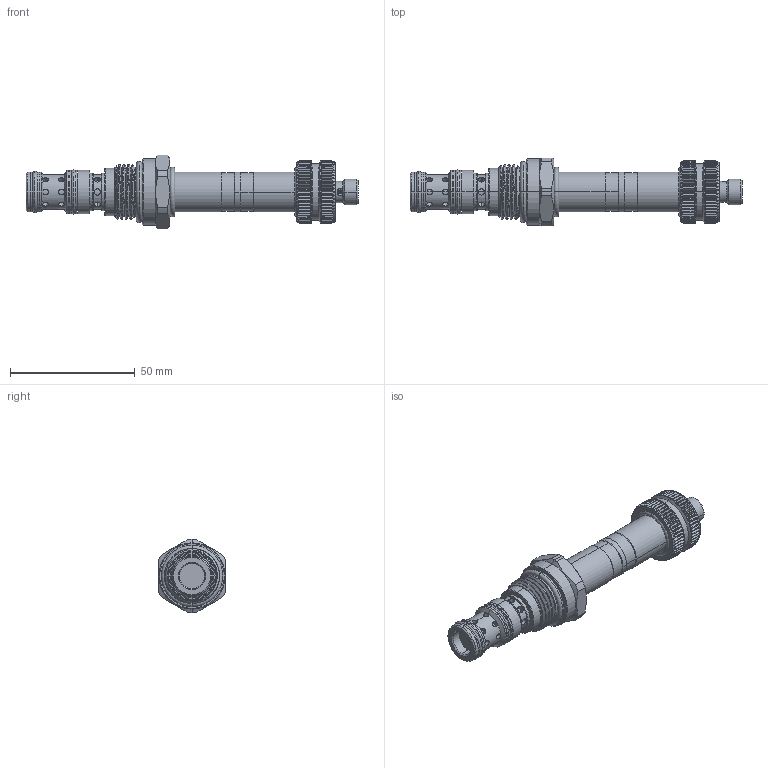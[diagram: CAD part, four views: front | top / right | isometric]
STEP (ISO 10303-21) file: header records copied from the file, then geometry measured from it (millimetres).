
FILE_DESCRIPTION (( 'STEP AP203' ), '1' );
FILE_NAME ('ES10W3C14M04.STEP', '2020-04-09T06:05:18', ( '' ), ( '' ), 'SwSTEP 2.0', 'SolidWorks 2018', '' );
FILE_SCHEMA (( 'CONFIG_CONTROL_DESIGN' ));
Length unit declared in the file: millimetre
Products named in the file (1): ES10W3C14M04
Bounding box: 132.85 x 27 x 29.6 mm (x, y, z)
Volume: 35039 mm3; surface area: 12619.7 mm2
Topology: 5 solids, 5 shells, 1109 faces, 2881 edges, 1819 vertices
Faces by surface type: cylinder 495, plane 425, cone 159, torus 20, bspline 10
Entity records: 39245 total; most frequent: CARTESIAN_POINT 13084, ORIENTED_EDGE 5760, DIRECTION 5105, EDGE_CURVE 2880, AXIS2_PLACEMENT_3D 1981, VERTEX_POINT 1818, EDGE_LOOP 1154, VECTOR 1143
